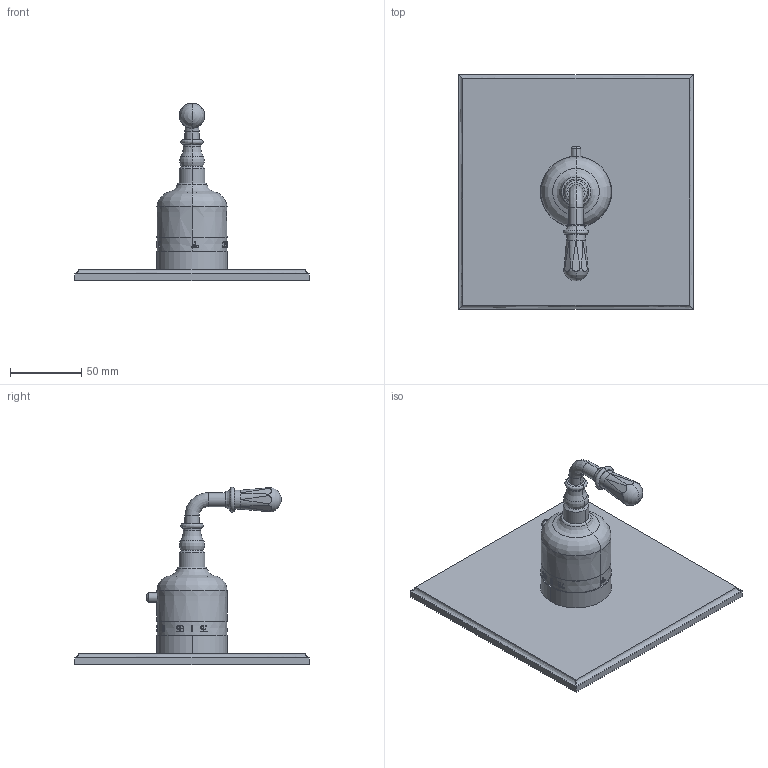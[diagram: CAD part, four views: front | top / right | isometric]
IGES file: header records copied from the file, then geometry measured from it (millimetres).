
Start section:  PTC IGES file: 3-1744ts.igs
Global section: file name: 3-1744ts.igs; native system: Creo Parametric by PTC Inc.; preprocessor: 2018400; author: jinson.thomas; organization: Unknown; date: 20201203.144718; units: inch
Bounding box: 165.1 x 165.1 x 124.85 mm (x, y, z)
Volume: 332400.9 mm3; surface area: 71658.8 mm2
Topology: 1 solids, 1 shells, 422 faces, 1148 edges, 748 vertices
Faces by surface type: bspline 349, revolution 73
